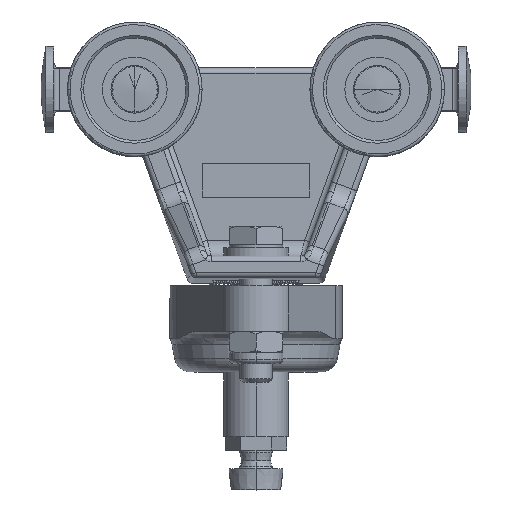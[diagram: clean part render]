
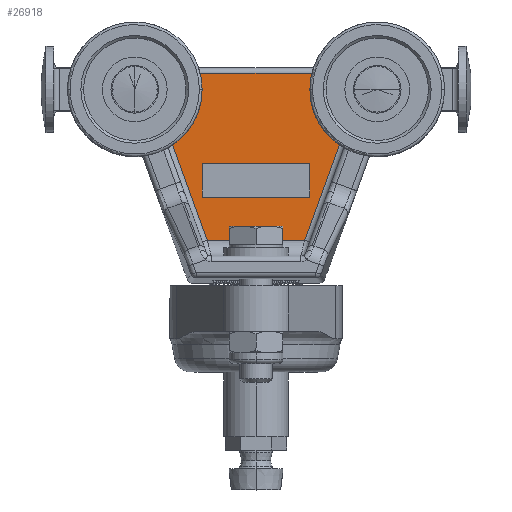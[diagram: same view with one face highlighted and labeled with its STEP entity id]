
A CAD part, top view. The second image highlights one B-rep face of the part: STEP entity #26918.
In plain terms, the highlighted planar face has unit normal (0, 0, 1).
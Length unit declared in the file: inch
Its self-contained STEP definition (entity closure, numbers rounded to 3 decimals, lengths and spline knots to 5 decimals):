
#240 = CARTESIAN_POINT ( 'NONE',  ( -0.88583, 1.53543, 0.05906 ) ) ;
#1122 = ORIENTED_EDGE ( 'NONE', *, *, #44093, .T. ) ;
#1209 = CARTESIAN_POINT ( 'NONE',  ( -0.35538, 0.31496, 0.05906 ) ) ;
#1390 = B_SPLINE_CURVE_WITH_KNOTS ( 'NONE', 3,
 ( #29421, #36642, #29887, #4787, #19002, #33142, #22731, #44058, #26398, #37097, #5250, #34989, #23618, #17112, #45644, #34758, #28005, #9867, #30564, #10090 ),
 .UNSPECIFIED., .F., .F.,
 ( 4, 1, 1, 1, 2, 2, 2, 1, 1, 1, 2, 2, 4 ),
 ( 0., 0.125, 0.1875, 0.21875, 0.23438, 0.25, 0.5, 0.625, 0.6875, 0.71875, 0.73438, 0.75, 1. ),
 .UNSPECIFIED. ) ;
#1432 = VECTOR ( 'NONE', #18231, 39.37008 ) ;
#1921 = LINE ( 'NONE', #8669, #27304 ) ;
#2454 = CARTESIAN_POINT ( 'NONE',  ( 0.46917, 1.53543, 0.05906 ) ) ;
#3030 = ORIENTED_EDGE ( 'NONE', *, *, #19634, .T. ) ;
#3609 = CARTESIAN_POINT ( 'NONE',  ( 0.3937, 1.41732, 0.05906 ) ) ;
#3708 = EDGE_CURVE ( 'NONE', #31183, #7308, #22625, .T. ) ;
#3912 = CARTESIAN_POINT ( 'NONE',  ( 0.3937, 0.62992, 0.05906 ) ) ;
#3977 = EDGE_LOOP ( 'NONE', ( #14253, #32378, #9525, #40772 ) ) ;
#4787 = CARTESIAN_POINT ( 'NONE',  ( -0.4584, 1.34676, 0.05906 ) ) ;
#5250 = CARTESIAN_POINT ( 'NONE',  ( -0.50725, 1.2063, 0.05906 ) ) ;
#5844 = CARTESIAN_POINT ( 'NONE',  ( -0.88583, 0.31496, 0.05906 ) ) ;
#6393 = DIRECTION ( 'NONE',  ( 0., 0., -1. ) ) ;
#6828 = CARTESIAN_POINT ( 'NONE',  ( 0.35538, 0.31496, 0.05906 ) ) ;
#6839 = DIRECTION ( 'NONE',  ( 0., 1., 0. ) ) ;
#7308 = VERTEX_POINT ( 'NONE', #2454 ) ;
#8080 = CARTESIAN_POINT ( 'NONE',  ( 0.62955, 1.06822, 0.05906 ) ) ;
#8178 = CARTESIAN_POINT ( 'NONE',  ( -0.45276, 1.41732, 0.05906 ) ) ;
#8203 = VECTOR ( 'NONE', #12851, 39.37008 ) ;
#8669 = CARTESIAN_POINT ( 'NONE',  ( -0.62955, 1.06822, 0.05906 ) ) ;
#8847 = CARTESIAN_POINT ( 'NONE',  ( -0.46917, 1.53543, 0.05906 ) ) ;
#9115 = CARTESIAN_POINT ( 'NONE',  ( 0.3937, 0.87795, 0.05906 ) ) ;
#9525 = ORIENTED_EDGE ( 'NONE', *, *, #41750, .T. ) ;
#9604 = VECTOR ( 'NONE', #12082, 39.37008 ) ;
#9826 = EDGE_CURVE ( 'NONE', #7308, #33916, #43181, .T. ) ;
#9867 = CARTESIAN_POINT ( 'NONE',  ( -0.57813, 1.11074, 0.05906 ) ) ;
#10090 = CARTESIAN_POINT ( 'NONE',  ( -0.62955, 1.06822, 0.05906 ) ) ;
#10096 = LINE ( 'NONE', #31510, #45723 ) ;
#10151 = CARTESIAN_POINT ( 'NONE',  ( -0.3937, 0.87795, 0.05906 ) ) ;
#10975 = VERTEX_POINT ( 'NONE', #3912 ) ;
#11000 = VERTEX_POINT ( 'NONE', #18108 ) ;
#11529 = LINE ( 'NONE', #3609, #44254 ) ;
#11727 = CARTESIAN_POINT ( 'NONE',  ( -0.88583, 0.87795, 0.05906 ) ) ;
#11819 = VERTEX_POINT ( 'NONE', #1209 ) ;
#12082 = DIRECTION ( 'NONE',  ( -1., 0., 0. ) ) ;
#12259 = EDGE_CURVE ( 'NONE', #10975, #16756, #22351, .T. ) ;
#12851 = DIRECTION ( 'NONE',  ( 1., 0., 0. ) ) ;
#14253 = ORIENTED_EDGE ( 'NONE', *, *, #42760, .T. ) ;
#14330 = DIRECTION ( 'NONE',  ( 1., 0., 0. ) ) ;
#14405 = DIRECTION ( 'NONE',  ( -1., 0., 0. ) ) ;
#14973 = AXIS2_PLACEMENT_3D ( 'NONE', #42840, #17776, #14330 ) ;
#16685 = CARTESIAN_POINT ( 'NONE',  ( -0.62955, 1.06822, 0.05906 ) ) ;
#16756 = VERTEX_POINT ( 'NONE', #22816 ) ;
#16806 = CARTESIAN_POINT ( 'NONE',  ( 0.35538, 0.31496, 0.05906 ) ) ;
#17003 = ORIENTED_EDGE ( 'NONE', *, *, #3708, .T. ) ;
#17112 = CARTESIAN_POINT ( 'NONE',  ( -0.54678, 1.14781, 0.05906 ) ) ;
#17592 = DIRECTION ( 'NONE',  ( 1., 0., 0. ) ) ;
#17766 = EDGE_CURVE ( 'NONE', #11000, #38346, #1390, .T. ) ;
#17776 = DIRECTION ( 'NONE',  ( 0., 0., 1. ) ) ;
#18048 = DIRECTION ( 'NONE',  ( 0., -1., 0. ) ) ;
#18108 = CARTESIAN_POINT ( 'NONE',  ( -0.45276, 1.41732, 0.05906 ) ) ;
#18231 = DIRECTION ( 'NONE',  ( 1., 0., 0. ) ) ;
#18995 = B_SPLINE_CURVE_WITH_KNOTS ( 'NONE', 3,
 ( #8847, #26081, #29999, #8178 ),
 .UNSPECIFIED., .F., .F.,
 ( 4, 4 ),
 ( 0., 1. ),
 .UNSPECIFIED. ) ;
#19002 = CARTESIAN_POINT ( 'NONE',  ( -0.46112, 1.33242, 0.05906 ) ) ;
#19124 = EDGE_CURVE ( 'NONE', #38346, #11819, #1921, .T. ) ;
#19186 = DIRECTION ( 'NONE',  ( 0.342, -0.94, 0. ) ) ;
#19634 = EDGE_CURVE ( 'NONE', #33916, #11000, #18995, .T. ) ;
#20593 = VECTOR ( 'NONE', #38921, 39.37008 ) ;
#22351 = LINE ( 'NONE', #36698, #9604 ) ;
#22625 = CIRCLE ( 'NONE', #42510, 0.43307 ) ;
#22731 = CARTESIAN_POINT ( 'NONE',  ( -0.46333, 1.3222, 0.05906 ) ) ;
#22816 = CARTESIAN_POINT ( 'NONE',  ( -0.3937, 0.62992, 0.05906 ) ) ;
#23618 = CARTESIAN_POINT ( 'NONE',  ( -0.53755, 1.15966, 0.05906 ) ) ;
#23742 = ORIENTED_EDGE ( 'NONE', *, *, #19124, .T. ) ;
#25151 = VECTOR ( 'NONE', #14405, 39.37008 ) ;
#26081 = CARTESIAN_POINT ( 'NONE',  ( -0.45823, 1.49682, 0.05906 ) ) ;
#26379 = EDGE_CURVE ( 'NONE', #11819, #37391, #26554, .T. ) ;
#26398 = CARTESIAN_POINT ( 'NONE',  ( -0.47216, 1.28459, 0.05906 ) ) ;
#26468 = VERTEX_POINT ( 'NONE', #9115 ) ;
#26554 = LINE ( 'NONE', #5844, #8203 ) ;
#26918 = ADVANCED_FACE ( 'NONE', ( #31270, #44719 ), #38007, .T. ) ;
#27304 = VECTOR ( 'NONE', #19186, 39.37008 ) ;
#27598 = CARTESIAN_POINT ( 'NONE',  ( 0.88583, 1.41732, 0.05906 ) ) ;
#27698 = ORIENTED_EDGE ( 'NONE', *, *, #9826, .T. ) ;
#28005 = CARTESIAN_POINT ( 'NONE',  ( -0.55503, 1.1378, 0.05906 ) ) ;
#29421 = CARTESIAN_POINT ( 'NONE',  ( -0.45276, 1.41732, 0.05906 ) ) ;
#29887 = CARTESIAN_POINT ( 'NONE',  ( -0.4542, 1.3756, 0.05906 ) ) ;
#29999 = CARTESIAN_POINT ( 'NONE',  ( -0.45276, 1.45745, 0.05906 ) ) ;
#30467 = ORIENTED_EDGE ( 'NONE', *, *, #26379, .T. ) ;
#30564 = CARTESIAN_POINT ( 'NONE',  ( -0.60251, 1.08807, 0.05906 ) ) ;
#31183 = VERTEX_POINT ( 'NONE', #8080 ) ;
#31270 = FACE_BOUND ( 'NONE', #3977, .T. ) ;
#31510 = CARTESIAN_POINT ( 'NONE',  ( -0.3937, 1.41732, 0.05906 ) ) ;
#31962 = LINE ( 'NONE', #6828, #20593 ) ;
#32378 = ORIENTED_EDGE ( 'NONE', *, *, #45315, .T. ) ;
#33142 = CARTESIAN_POINT ( 'NONE',  ( -0.46243, 1.32628, 0.05906 ) ) ;
#33916 = VERTEX_POINT ( 'NONE', #43804 ) ;
#34321 = ORIENTED_EDGE ( 'NONE', *, *, #17766, .T. ) ;
#34758 = CARTESIAN_POINT ( 'NONE',  ( -0.55361, 1.1395, 0.05906 ) ) ;
#34989 = CARTESIAN_POINT ( 'NONE',  ( -0.5202, 1.1841, 0.05906 ) ) ;
#36642 = CARTESIAN_POINT ( 'NONE',  ( -0.45276, 1.40057, 0.05906 ) ) ;
#36698 = CARTESIAN_POINT ( 'NONE',  ( -0.88583, 0.62992, 0.05906 ) ) ;
#36882 = VERTEX_POINT ( 'NONE', #10151 ) ;
#37097 = CARTESIAN_POINT ( 'NONE',  ( -0.48392, 1.25239, 0.05906 ) ) ;
#37114 = EDGE_LOOP ( 'NONE', ( #27698, #3030, #34321, #23742, #30467, #1122, #17003 ) ) ;
#37391 = VERTEX_POINT ( 'NONE', #16806 ) ;
#38007 = PLANE ( 'NONE',  #14973 ) ;
#38346 = VERTEX_POINT ( 'NONE', #16685 ) ;
#38921 = DIRECTION ( 'NONE',  ( 0.342, 0.94, 0. ) ) ;
#40772 = ORIENTED_EDGE ( 'NONE', *, *, #12259, .T. ) ;
#41750 = EDGE_CURVE ( 'NONE', #26468, #10975, #11529, .T. ) ;
#42510 = AXIS2_PLACEMENT_3D ( 'NONE', #27598, #6393, #17592 ) ;
#42760 = EDGE_CURVE ( 'NONE', #16756, #36882, #10096, .T. ) ;
#42840 = CARTESIAN_POINT ( 'NONE',  ( -0.88583, 1.41732, 0.05906 ) ) ;
#43181 = LINE ( 'NONE', #240, #25151 ) ;
#43770 = LINE ( 'NONE', #11727, #1432 ) ;
#43804 = CARTESIAN_POINT ( 'NONE',  ( -0.46917, 1.53543, 0.05906 ) ) ;
#44058 = CARTESIAN_POINT ( 'NONE',  ( -0.46378, 1.32022, 0.05906 ) ) ;
#44093 = EDGE_CURVE ( 'NONE', #37391, #31183, #31962, .T. ) ;
#44254 = VECTOR ( 'NONE', #18048, 39.37008 ) ;
#44719 = FACE_OUTER_BOUND ( 'NONE', #37114, .T. ) ;
#45315 = EDGE_CURVE ( 'NONE', #36882, #26468, #43770, .T. ) ;
#45644 = CARTESIAN_POINT ( 'NONE',  ( -0.55086, 1.14282, 0.05906 ) ) ;
#45723 = VECTOR ( 'NONE', #6839, 39.37008 ) ;
